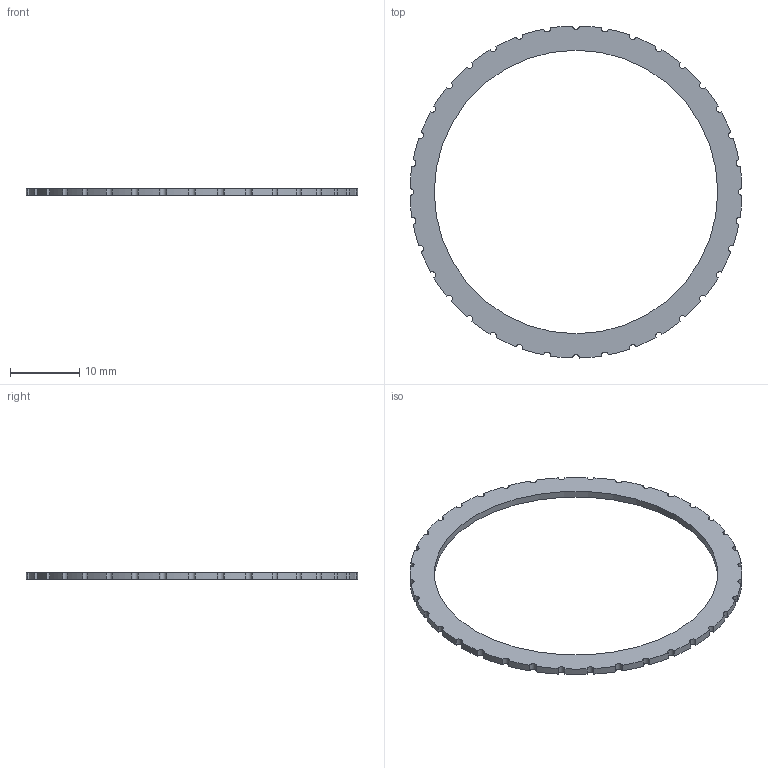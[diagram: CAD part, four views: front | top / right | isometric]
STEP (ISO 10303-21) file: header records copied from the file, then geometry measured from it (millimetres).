
FILE_DESCRIPTION(('KiCad electronic assembly'),'2;1');
FILE_NAME('outer.step','2022-12-15T17:38:26',('Pcbnew'),('Kicad'), 'Open CASCADE STEP processor 7.5','KiCad to STEP converter','Unknown' );
FILE_SCHEMA(('AUTOMOTIVE_DESIGN { 1 0 10303 214 1 1 1 1 }'));
Length unit declared in the file: millimetre
Products named in the file (2): outer 1; outer PCB
Assembly tree (1 placements, depth 2):
  outer 1
    outer PCB
Bounding box: 48 x 48 x 1 mm (x, y, z)
Volume: 475.8 mm3; surface area: 1251.8 mm2
Topology: 1 solids, 1 shells, 75 faces, 219 edges, 146 vertices
Faces by surface type: cylinder 73, plane 2
Full cylindrical faces by diameter (mm): 41 x1
Entity records: 5477 total; most frequent: DIRECTION 957, CARTESIAN_POINT 880, ORIENTED_EDGE 438, PCURVE 438, DEFINITIONAL_REPRESENTATION 438, LINE 365, VECTOR 365, CIRCLE 292
